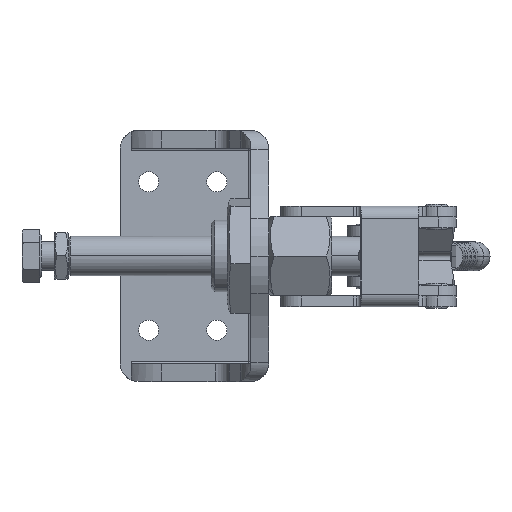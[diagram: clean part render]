
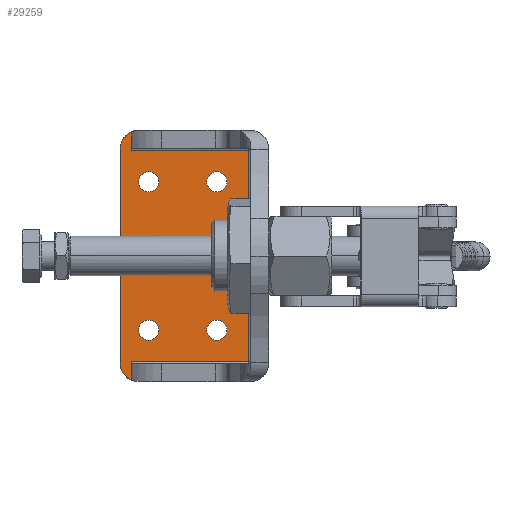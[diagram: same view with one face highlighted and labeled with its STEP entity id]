
A CAD part, left-side view. The second image highlights one B-rep face of the part: STEP entity #29259.
In plain terms, the highlighted face is planar.
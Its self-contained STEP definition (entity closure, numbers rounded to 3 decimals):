
#676 = CIRCLE ( 'NONE', #16178, 2.8 ) ;
#682 = CIRCLE ( 'NONE', #16180, 2.8 ) ;
#688 = CIRCLE ( 'NONE', #16182, 2.8 ) ;
#694 = CIRCLE ( 'NONE', #16184, 2.8 ) ;
#714 = LINE ( 'NONE', #3920, #723 ) ;
#716 = LINE ( 'NONE', #3912, #718 ) ;
#718 = VECTOR ( 'NONE', #3905, 1000. ) ;
#719 = LINE ( 'NONE', #3914, #721 ) ;
#720 = LINE ( 'NONE', #3931, #731 ) ;
#721 = VECTOR ( 'NONE', #3915, 1000. ) ;
#722 = CIRCLE ( 'NONE', #16189, 5. ) ;
#723 = VECTOR ( 'NONE', #3925, 1000. ) ;
#724 = LINE ( 'NONE', #3924, #726 ) ;
#725 = CIRCLE ( 'NONE', #16190, 5. ) ;
#726 = VECTOR ( 'NONE', #3919, 1000. ) ;
#727 = LINE ( 'NONE', #3926, #729 ) ;
#729 = VECTOR ( 'NONE', #3927, 1000. ) ;
#730 = CIRCLE ( 'NONE', #16191, 2.8 ) ;
#731 = VECTOR ( 'NONE', #3935, 1000. ) ;
#732 = CIRCLE ( 'NONE', #16192, 2.8 ) ;
#733 = CIRCLE ( 'NONE', #16193, 2.8 ) ;
#734 = CIRCLE ( 'NONE', #16194, 2.8 ) ;
#3859 = CARTESIAN_POINT ( 'NONE',  ( 20.65, 12.75, 0. ) ) ;
#3860 = DIRECTION ( 'NONE',  ( 0., 0., 1. ) ) ;
#3861 = DIRECTION ( 'NONE',  ( 1., 0., 0. ) ) ;
#3869 = CARTESIAN_POINT ( 'NONE',  ( 20.65, -6.25, 0. ) ) ;
#3870 = DIRECTION ( 'NONE',  ( 0., 0., 1. ) ) ;
#3871 = DIRECTION ( 'NONE',  ( 1., 0., 0. ) ) ;
#3879 = CARTESIAN_POINT ( 'NONE',  ( -20.65, -6.25, 0. ) ) ;
#3880 = DIRECTION ( 'NONE',  ( 0., 0., 1. ) ) ;
#3881 = DIRECTION ( 'NONE',  ( 1., 0., 0. ) ) ;
#3891 = CARTESIAN_POINT ( 'NONE',  ( -20.65, 12.75, 0. ) ) ;
#3892 = DIRECTION ( 'NONE',  ( 0., 0., 1. ) ) ;
#3893 = DIRECTION ( 'NONE',  ( 1., 0., 0. ) ) ;
#3905 = DIRECTION ( 'NONE',  ( -1., 0., 0. ) ) ;
#3912 = CARTESIAN_POINT ( 'NONE',  ( 34.95, -15.15, 0. ) ) ;
#3914 = CARTESIAN_POINT ( 'NONE',  ( 29.45, 0., 0. ) ) ;
#3915 = DIRECTION ( 'NONE',  ( 0., 1., 0. ) ) ;
#3919 = DIRECTION ( 'NONE',  ( -1., 0., 0. ) ) ;
#3920 = CARTESIAN_POINT ( 'NONE',  ( 29.95, 17.65, 0. ) ) ;
#3924 = CARTESIAN_POINT ( 'NONE',  ( -34.95, 20.65, 0. ) ) ;
#3925 = DIRECTION ( 'NONE',  ( 1., 0., 0. ) ) ;
#3926 = CARTESIAN_POINT ( 'NONE',  ( -29.95, 17.65, 0. ) ) ;
#3927 = DIRECTION ( 'NONE',  ( -1., 0., 0. ) ) ;
#3928 = CARTESIAN_POINT ( 'NONE',  ( 29.95, 15.65, 0. ) ) ;
#3929 = DIRECTION ( 'NONE',  ( 0., 0., 1. ) ) ;
#3930 = DIRECTION ( 'NONE',  ( 1., 0., 0. ) ) ;
#3931 = CARTESIAN_POINT ( 'NONE',  ( -29.45, 0., 0. ) ) ;
#3932 = CARTESIAN_POINT ( 'NONE',  ( -29.95, 15.65, 0. ) ) ;
#3933 = DIRECTION ( 'NONE',  ( 0., 0., 1. ) ) ;
#3934 = DIRECTION ( 'NONE',  ( 1., 0., 0. ) ) ;
#3935 = DIRECTION ( 'NONE',  ( 0., -1., 0. ) ) ;
#3936 = CARTESIAN_POINT ( 'NONE',  ( 20.65, 12.75, 0. ) ) ;
#3937 = DIRECTION ( 'NONE',  ( 0., 0., 1. ) ) ;
#3938 = DIRECTION ( 'NONE',  ( 1., 0., 0. ) ) ;
#3939 = CARTESIAN_POINT ( 'NONE',  ( 20.65, -6.25, 0. ) ) ;
#3940 = DIRECTION ( 'NONE',  ( 0., 0., 1. ) ) ;
#3941 = DIRECTION ( 'NONE',  ( 1., 0., 0. ) ) ;
#3942 = CARTESIAN_POINT ( 'NONE',  ( -20.65, -6.25, 0. ) ) ;
#3943 = DIRECTION ( 'NONE',  ( 0., 0., 1. ) ) ;
#3944 = DIRECTION ( 'NONE',  ( 1., 0., 0. ) ) ;
#3945 = CARTESIAN_POINT ( 'NONE',  ( -20.65, 12.75, 0. ) ) ;
#3946 = DIRECTION ( 'NONE',  ( 0., 0., 1. ) ) ;
#3947 = DIRECTION ( 'NONE',  ( 1., 0., 0. ) ) ;
#5170 = CARTESIAN_POINT ( 'NONE',  ( 23.45, 12.75, 0. ) ) ;
#5173 = CARTESIAN_POINT ( 'NONE',  ( 17.85, 12.75, 0. ) ) ;
#5175 = CARTESIAN_POINT ( 'NONE',  ( 17.85, -6.25, 0. ) ) ;
#5176 = CARTESIAN_POINT ( 'NONE',  ( 23.45, -6.25, 0. ) ) ;
#5179 = CARTESIAN_POINT ( 'NONE',  ( -23.45, -6.25, 0. ) ) ;
#5180 = CARTESIAN_POINT ( 'NONE',  ( -17.85, -6.25, 0. ) ) ;
#5183 = CARTESIAN_POINT ( 'NONE',  ( -23.45, 12.75, 0. ) ) ;
#5184 = CARTESIAN_POINT ( 'NONE',  ( -17.85, 12.75, 0. ) ) ;
#5194 = CARTESIAN_POINT ( 'NONE',  ( 29.45, 17.65, 0. ) ) ;
#5195 = CARTESIAN_POINT ( 'NONE',  ( 29.45, -15.15, 0. ) ) ;
#5196 = CARTESIAN_POINT ( 'NONE',  ( -29.45, -15.15, 0. ) ) ;
#5197 = CARTESIAN_POINT ( 'NONE',  ( -29.45, 17.65, 0. ) ) ;
#5198 = CARTESIAN_POINT ( 'NONE',  ( 34.533, 17.65, 0. ) ) ;
#5199 = CARTESIAN_POINT ( 'NONE',  ( 29.95, 20.65, 0. ) ) ;
#5200 = CARTESIAN_POINT ( 'NONE',  ( -29.95, 20.65, 0. ) ) ;
#5201 = CARTESIAN_POINT ( 'NONE',  ( -34.533, 17.65, 0. ) ) ;
#5294 = FACE_BOUND ( 'NONE', #21906, .T. ) ;
#5303 = FACE_BOUND ( 'NONE', #17555, .T. ) ;
#5307 = FACE_OUTER_BOUND ( 'NONE', #21903, .T. ) ;
#5309 = FACE_BOUND ( 'NONE', #21905, .T. ) ;
#5314 = FACE_BOUND ( 'NONE', #21902, .T. ) ;
#6159 = DIRECTION ( 'NONE',  ( 0., 0., 1. ) ) ;
#6169 = PLANE ( 'NONE',  #22611 ) ;
#6173 = CARTESIAN_POINT ( 'NONE',  ( 0., 0., 0. ) ) ;
#6177 = DIRECTION ( 'NONE',  ( 1., 0., 0. ) ) ;
#16178 = AXIS2_PLACEMENT_3D ( 'NONE', #3859, #3860, #3861 ) ;
#16180 = AXIS2_PLACEMENT_3D ( 'NONE', #3869, #3870, #3871 ) ;
#16182 = AXIS2_PLACEMENT_3D ( 'NONE', #3879, #3880, #3881 ) ;
#16184 = AXIS2_PLACEMENT_3D ( 'NONE', #3891, #3892, #3893 ) ;
#16189 = AXIS2_PLACEMENT_3D ( 'NONE', #3928, #3929, #3930 ) ;
#16190 = AXIS2_PLACEMENT_3D ( 'NONE', #3932, #3933, #3934 ) ;
#16191 = AXIS2_PLACEMENT_3D ( 'NONE', #3936, #3937, #3938 ) ;
#16192 = AXIS2_PLACEMENT_3D ( 'NONE', #3939, #3940, #3941 ) ;
#16193 = AXIS2_PLACEMENT_3D ( 'NONE', #3942, #3943, #3944 ) ;
#16194 = AXIS2_PLACEMENT_3D ( 'NONE', #3945, #3946, #3947 ) ;
#17555 = EDGE_LOOP ( 'NONE', ( #18496, #18498 ) ) ;
#18476 = ORIENTED_EDGE ( 'NONE', *, *, #31291, .F. ) ;
#18478 = ORIENTED_EDGE ( 'NONE', *, *, #31293, .T. ) ;
#18480 = ORIENTED_EDGE ( 'NONE', *, *, #31294, .T. ) ;
#18482 = ORIENTED_EDGE ( 'NONE', *, *, #31295, .T. ) ;
#18484 = ORIENTED_EDGE ( 'NONE', *, *, #31296, .T. ) ;
#18486 = ORIENTED_EDGE ( 'NONE', *, *, #31297, .T. ) ;
#18488 = ORIENTED_EDGE ( 'NONE', *, *, #31298, .F. ) ;
#18490 = ORIENTED_EDGE ( 'NONE', *, *, #31299, .T. ) ;
#18492 = ORIENTED_EDGE ( 'NONE', *, *, #31300, .F. ) ;
#18494 = ORIENTED_EDGE ( 'NONE', *, *, #31267, .F. ) ;
#18496 = ORIENTED_EDGE ( 'NONE', *, *, #31301, .F. ) ;
#18498 = ORIENTED_EDGE ( 'NONE', *, *, #31271, .F. ) ;
#18500 = ORIENTED_EDGE ( 'NONE', *, *, #31302, .F. ) ;
#18502 = ORIENTED_EDGE ( 'NONE', *, *, #31275, .F. ) ;
#18504 = ORIENTED_EDGE ( 'NONE', *, *, #31303, .F. ) ;
#18506 = ORIENTED_EDGE ( 'NONE', *, *, #31279, .F. ) ;
#21902 = EDGE_LOOP ( 'NONE', ( #18492, #18494 ) ) ;
#21903 = EDGE_LOOP ( 'NONE', ( #18476, #18478, #18480, #18482, #18484, #18486, #18488, #18490 ) ) ;
#21905 = EDGE_LOOP ( 'NONE', ( #18504, #18506 ) ) ;
#21906 = EDGE_LOOP ( 'NONE', ( #18500, #18502 ) ) ;
#22611 = AXIS2_PLACEMENT_3D ( 'NONE', #6173, #6159, #6177 ) ;
#26745 = VERTEX_POINT ( 'NONE', #5173 ) ;
#26746 = VERTEX_POINT ( 'NONE', #5170 ) ;
#26749 = VERTEX_POINT ( 'NONE', #5175 ) ;
#26750 = VERTEX_POINT ( 'NONE', #5176 ) ;
#26753 = VERTEX_POINT ( 'NONE', #5179 ) ;
#26754 = VERTEX_POINT ( 'NONE', #5180 ) ;
#26757 = VERTEX_POINT ( 'NONE', #5183 ) ;
#26758 = VERTEX_POINT ( 'NONE', #5184 ) ;
#26768 = VERTEX_POINT ( 'NONE', #5194 ) ;
#26769 = VERTEX_POINT ( 'NONE', #5195 ) ;
#26770 = VERTEX_POINT ( 'NONE', #5196 ) ;
#26771 = VERTEX_POINT ( 'NONE', #5197 ) ;
#26772 = VERTEX_POINT ( 'NONE', #5198 ) ;
#26773 = VERTEX_POINT ( 'NONE', #5199 ) ;
#26774 = VERTEX_POINT ( 'NONE', #5200 ) ;
#26775 = VERTEX_POINT ( 'NONE', #5201 ) ;
#29259 = ADVANCED_FACE ( 'NONE', ( #5307, #5314, #5303, #5294, #5309 ), #6169, .T. ) ;
#31267 = EDGE_CURVE ( 'NONE', #26745, #26746, #676, .T. ) ;
#31271 = EDGE_CURVE ( 'NONE', #26749, #26750, #682, .T. ) ;
#31275 = EDGE_CURVE ( 'NONE', #26753, #26754, #688, .T. ) ;
#31279 = EDGE_CURVE ( 'NONE', #26757, #26758, #694, .T. ) ;
#31291 = EDGE_CURVE ( 'NONE', #26769, #26770, #716, .T. ) ;
#31293 = EDGE_CURVE ( 'NONE', #26769, #26768, #719, .T. ) ;
#31294 = EDGE_CURVE ( 'NONE', #26768, #26772, #714, .T. ) ;
#31295 = EDGE_CURVE ( 'NONE', #26772, #26773, #722, .T. ) ;
#31296 = EDGE_CURVE ( 'NONE', #26773, #26774, #724, .T. ) ;
#31297 = EDGE_CURVE ( 'NONE', #26774, #26775, #725, .T. ) ;
#31298 = EDGE_CURVE ( 'NONE', #26771, #26775, #727, .T. ) ;
#31299 = EDGE_CURVE ( 'NONE', #26771, #26770, #720, .T. ) ;
#31300 = EDGE_CURVE ( 'NONE', #26746, #26745, #730, .T. ) ;
#31301 = EDGE_CURVE ( 'NONE', #26750, #26749, #732, .T. ) ;
#31302 = EDGE_CURVE ( 'NONE', #26754, #26753, #733, .T. ) ;
#31303 = EDGE_CURVE ( 'NONE', #26758, #26757, #734, .T. ) ;
